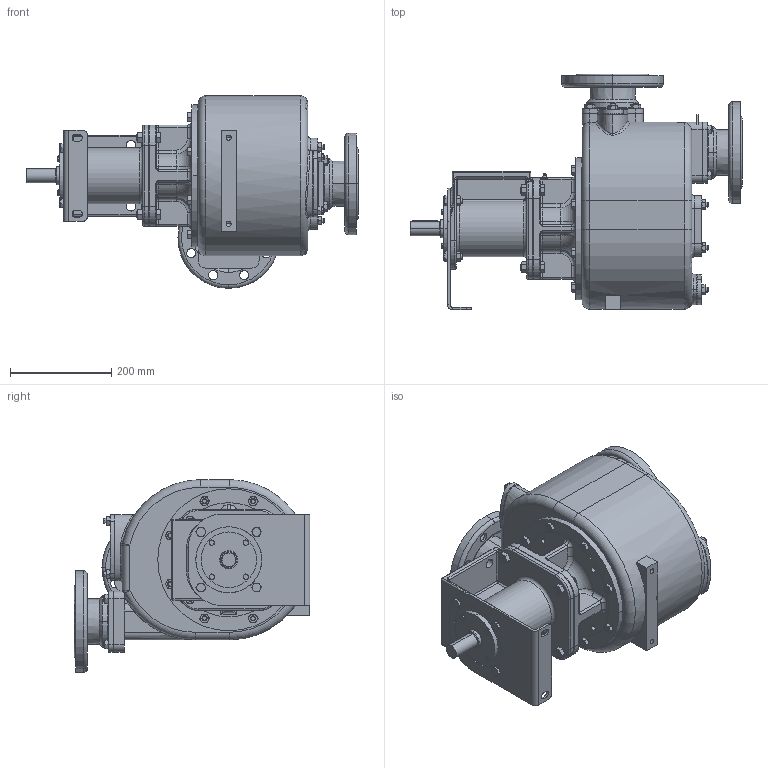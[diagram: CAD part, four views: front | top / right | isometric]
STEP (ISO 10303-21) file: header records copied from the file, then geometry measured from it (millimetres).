
FILE_DESCRIPTION((''),'2;1');
FILE_NAME('S_85_K_B_F_SW0001','2016-05-11T',('Nicola'),(''),'CREO PARAMETRIC BY PTC INC, 2015290','CREO PARAMETRIC BY PTC INC, 2015290','');
FILE_SCHEMA(('CONFIG_CONTROL_DESIGN'));
Length unit declared in the file: millimetre
Products named in the file (1): S_85_K_B_F_SW0001
Bounding box: 654.5 x 465 x 380 mm (x, y, z)
Volume: 26899627.9 mm3; surface area: 1470940.3 mm2
Topology: 1 solids, 3 shells, 1851 faces, 4202 edges, 2485 vertices
Faces by surface type: cone 586, plane 571, cylinder 466, torus 137, bspline 75, sphere 12, extrusion 4
Entity records: 76948 total; most frequent: CARTESIAN_POINT 36444, DIRECTION 8535, ORIENTED_EDGE 8382, EDGE_CURVE 4191, AXIS2_PLACEMENT_3D 3675, VERTEX_POINT 2485, EDGE_LOOP 2084, CIRCLE 1899
